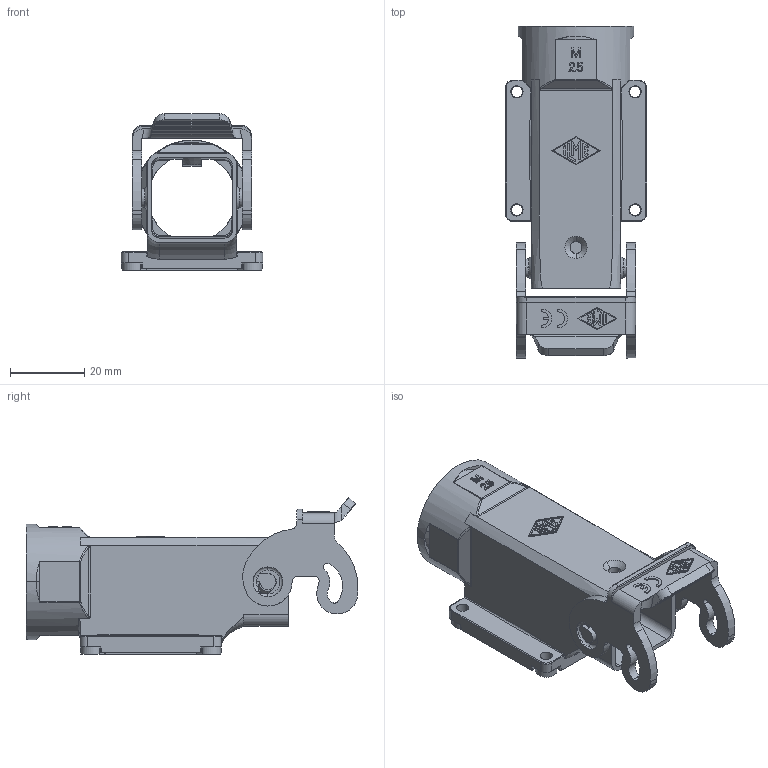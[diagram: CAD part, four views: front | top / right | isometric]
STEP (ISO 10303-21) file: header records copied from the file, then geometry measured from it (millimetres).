
FILE_DESCRIPTION(('Creo Elements/Direct Modeling STEP Export'),'2;1');
FILE_NAME('0ln7uvk5tn79o8m2880','2023-11-14T14:39:02',(''),(''),'Creo Elements/Direct Modeling STEP processor for AP214 (Solid Model)','Creo Elements/Direct Modeling 20.1B 02-Apr-2019 (C) Parametric Technology GmbH','');
FILE_SCHEMA(('AUTOMOTIVE_DESIGN { 1 0 10303 214 1 1 1 1 }'));
Products named in the file (2): MK IAPN25
Assembly tree (1 placements, depth 2):
  MK IAPN25
    MK IAPN25
Bounding box: 38 x 89.18 x 42.14 mm (x, y, z)
Volume: 19134 mm3; surface area: 19333.3 mm2
Topology: 1 solids, 1 shells, 690 faces, 1887 edges, 1220 vertices
Faces by surface type: plane 354, cylinder 233, bspline 68, torus 22, cone 13
Entity records: 46992 total; most frequent: CARTESIAN_POINT 24632, ORIENTED_EDGE 3766, DIRECTION 3190, EDGE_CURVE 1883, VERTEX_POINT 1220, VECTOR 1118, LINE 1118, AXIS2_PLACEMENT_3D 1036
